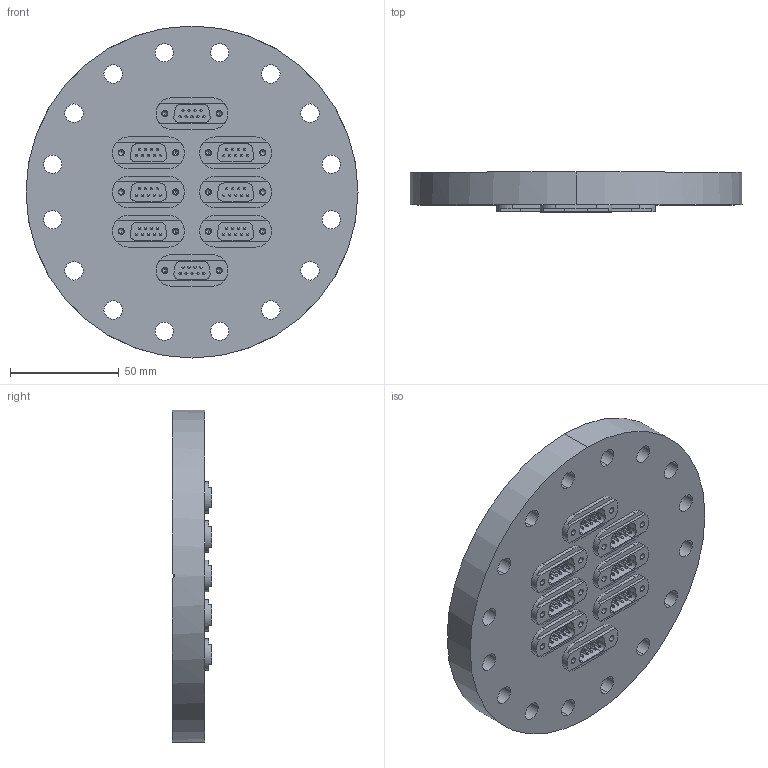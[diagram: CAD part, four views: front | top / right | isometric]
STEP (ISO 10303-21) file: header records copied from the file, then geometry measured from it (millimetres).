
FILE_DESCRIPTION (( 'STEP AP214' ), '1' );
FILE_NAME ('210-D09-C100-8.STEP', '2014-12-18T06:48:42', ( 'allectra' ), ( 'Microsoft' ), 'SwSTEP 2.0', 'SolidWorks 2014', '' );
FILE_SCHEMA (( 'AUTOMOTIVE_DESIGN' ));
Length unit declared in the file: millimetre
Products named in the file (5): 9210-PIN-FENI_Pin vergoldet; 9218-D9-37-SS_9 pin 1mm; 9210-D09-C100-8_CF100; 210-D09-C100-8; 218-D9-37-SS_218-D09-SS
Assembly tree (19 placements, depth 3):
  210-D09-C100-8
    9210-D09-C100-8_CF100
    218-D9-37-SS_218-D09-SS  x8
      9218-D9-37-SS_9 pin 1mm
      9210-PIN-FENI_Pin vergoldet
Bounding box: 152.4 x 18.2 x 152.4 mm (x, y, z)
Volume: 238191.6 mm3; surface area: 80486.3 mm2
Topology: 81 solids, 81 shells, 998 faces, 2704 edges, 1748 vertices
Faces by surface type: cylinder 566, plane 220, sphere 144, cone 68
Entity records: 5552 total; most frequent: DIRECTION 1000, CARTESIAN_POINT 950, ORIENTED_EDGE 848, EDGE_CURVE 424, AXIS2_PLACEMENT_3D 396, VERTEX_POINT 280, EDGE_LOOP 238, CIRCLE 212
